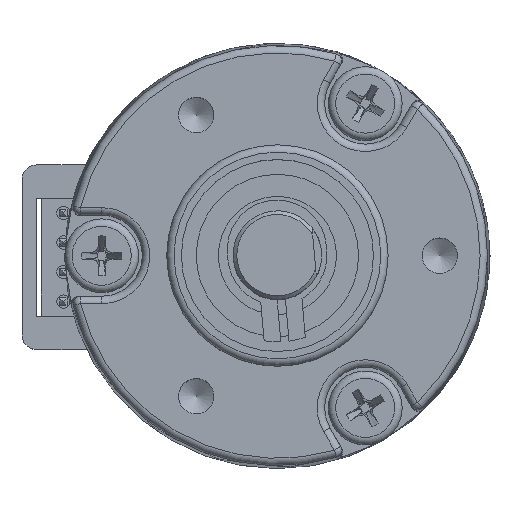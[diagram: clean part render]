
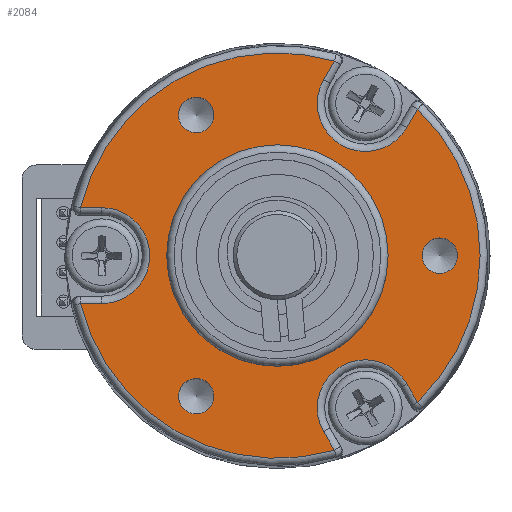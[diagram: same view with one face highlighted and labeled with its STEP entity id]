
A CAD part, top view. The second image highlights one B-rep face of the part: STEP entity #2084.
In plain terms, the highlighted planar face has unit normal (0, 0, 1).
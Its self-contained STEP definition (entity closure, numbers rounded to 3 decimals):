
#1263=FACE_BOUND('',#5991,.T.);
#1264=FACE_BOUND('',#5992,.T.);
#1265=FACE_BOUND('',#5993,.T.);
#1266=FACE_BOUND('',#5994,.T.);
#1267=FACE_BOUND('',#5995,.T.);
#2084=ADVANCED_FACE('',(#1263,#1264,#1265,#1266,#1267),#3505,.T.);
#3505=PLANE('',#28397);
#5991=EDGE_LOOP('',(#10446));
#5992=EDGE_LOOP('',(#10447));
#5993=EDGE_LOOP('',(#10448));
#5994=EDGE_LOOP('',(#10449,#10450,#10451,#10452,#10453,#10454,#10455,#10456,
#10457,#10458,#10459,#10460));
#5995=EDGE_LOOP('',(#10461));
#7277=CIRCLE('',#28387,1.2);
#7278=CIRCLE('',#28388,1.2);
#7279=CIRCLE('',#28389,1.2);
#7280=CIRCLE('',#28390,13.731);
#7281=CIRCLE('',#28391,3.25);
#7282=CIRCLE('',#28392,13.731);
#7283=CIRCLE('',#28393,3.25);
#7284=CIRCLE('',#28394,13.731);
#7285=CIRCLE('',#28395,3.25);
#7286=CIRCLE('',#28396,7.5);
#10446=ORIENTED_EDGE('',*,*,#19336,.T.);
#10447=ORIENTED_EDGE('',*,*,#19337,.T.);
#10448=ORIENTED_EDGE('',*,*,#19338,.T.);
#10449=ORIENTED_EDGE('',*,*,#19339,.T.);
#10450=ORIENTED_EDGE('',*,*,#19340,.T.);
#10451=ORIENTED_EDGE('',*,*,#19341,.T.);
#10452=ORIENTED_EDGE('',*,*,#19342,.T.);
#10453=ORIENTED_EDGE('',*,*,#19343,.T.);
#10454=ORIENTED_EDGE('',*,*,#19344,.T.);
#10455=ORIENTED_EDGE('',*,*,#19345,.T.);
#10456=ORIENTED_EDGE('',*,*,#19346,.T.);
#10457=ORIENTED_EDGE('',*,*,#19347,.T.);
#10458=ORIENTED_EDGE('',*,*,#19348,.T.);
#10459=ORIENTED_EDGE('',*,*,#19349,.T.);
#10460=ORIENTED_EDGE('',*,*,#19350,.T.);
#10461=ORIENTED_EDGE('',*,*,#19351,.F.);
#16333=VERTEX_POINT('',#39844);
#16334=VERTEX_POINT('',#39846);
#16335=VERTEX_POINT('',#39848);
#16336=VERTEX_POINT('',#39850);
#16337=VERTEX_POINT('',#39851);
#16338=VERTEX_POINT('',#39853);
#16339=VERTEX_POINT('',#39855);
#16340=VERTEX_POINT('',#39857);
#16341=VERTEX_POINT('',#39859);
#16342=VERTEX_POINT('',#39861);
#16343=VERTEX_POINT('',#39863);
#16344=VERTEX_POINT('',#39865);
#16345=VERTEX_POINT('',#39867);
#16346=VERTEX_POINT('',#39869);
#16347=VERTEX_POINT('',#39871);
#16348=VERTEX_POINT('',#39874);
#19336=EDGE_CURVE('',#16333,#16333,#7277,.T.);
#19337=EDGE_CURVE('',#16334,#16334,#7278,.T.);
#19338=EDGE_CURVE('',#16335,#16335,#7279,.T.);
#19339=EDGE_CURVE('',#16336,#16337,#7280,.T.);
#19340=EDGE_CURVE('',#16337,#16338,#23017,.T.);
#19341=EDGE_CURVE('',#16338,#16339,#7281,.T.);
#19342=EDGE_CURVE('',#16339,#16340,#23018,.T.);
#19343=EDGE_CURVE('',#16340,#16341,#7282,.T.);
#19344=EDGE_CURVE('',#16341,#16342,#23019,.T.);
#19345=EDGE_CURVE('',#16342,#16343,#7283,.T.);
#19346=EDGE_CURVE('',#16343,#16344,#23020,.T.);
#19347=EDGE_CURVE('',#16344,#16345,#7284,.T.);
#19348=EDGE_CURVE('',#16345,#16346,#23021,.T.);
#19349=EDGE_CURVE('',#16346,#16347,#7285,.T.);
#19350=EDGE_CURVE('',#16347,#16336,#23022,.T.);
#19351=EDGE_CURVE('',#16348,#16348,#7286,.T.);
#23017=LINE('',#39852,#26012);
#23018=LINE('',#39856,#26013);
#23019=LINE('',#39860,#26014);
#23020=LINE('',#39864,#26015);
#23021=LINE('',#39868,#26016);
#23022=LINE('',#39872,#26017);
#26012=VECTOR('',#32246,1.);
#26013=VECTOR('',#32249,1.);
#26014=VECTOR('',#32252,1.);
#26015=VECTOR('',#32255,1.);
#26016=VECTOR('',#32258,1.);
#26017=VECTOR('',#32261,1.);
#28387=AXIS2_PLACEMENT_3D('',#39843,#32238,#32239);
#28388=AXIS2_PLACEMENT_3D('',#39845,#32240,#32241);
#28389=AXIS2_PLACEMENT_3D('',#39847,#32242,#32243);
#28390=AXIS2_PLACEMENT_3D('',#39849,#32244,#32245);
#28391=AXIS2_PLACEMENT_3D('',#39854,#32247,#32248);
#28392=AXIS2_PLACEMENT_3D('',#39858,#32250,#32251);
#28393=AXIS2_PLACEMENT_3D('',#39862,#32253,#32254);
#28394=AXIS2_PLACEMENT_3D('',#39866,#32256,#32257);
#28395=AXIS2_PLACEMENT_3D('',#39870,#32259,#32260);
#28396=AXIS2_PLACEMENT_3D('',#39873,#32262,#32263);
#28397=AXIS2_PLACEMENT_3D('',#39875,#32264,#32265);
#32238=DIRECTION('',(0.,0.,-1.));
#32239=DIRECTION('',(0.5,-0.866,0.));
#32240=DIRECTION('',(0.,0.,-1.));
#32241=DIRECTION('',(-1.,0.,0.));
#32242=DIRECTION('',(0.,0.,-1.));
#32243=DIRECTION('',(0.5,0.866,0.));
#32244=DIRECTION('',(0.,0.,1.));
#32245=DIRECTION('',(-0.5,-0.866,0.));
#32246=DIRECTION('',(-0.5,0.866,0.));
#32247=DIRECTION('',(0.,0.,-1.));
#32248=DIRECTION('',(-0.5,-0.866,0.));
#32249=DIRECTION('',(0.5,-0.866,0.));
#32250=DIRECTION('',(0.,0.,1.));
#32251=DIRECTION('',(-0.5,-0.866,0.));
#32252=DIRECTION('',(-0.5,-0.866,0.));
#32253=DIRECTION('',(0.,0.,-1.));
#32254=DIRECTION('',(-0.5,-0.866,0.));
#32255=DIRECTION('',(0.5,0.866,0.));
#32256=DIRECTION('',(0.,0.,1.));
#32257=DIRECTION('',(-0.5,-0.866,0.));
#32258=DIRECTION('',(1.,0.,0.));
#32259=DIRECTION('',(0.,0.,-1.));
#32260=DIRECTION('',(-0.5,-0.866,0.));
#32261=DIRECTION('',(-1.,0.,0.));
#32262=DIRECTION('',(0.,0.,1.));
#32263=DIRECTION('',(-0.5,-0.866,0.));
#32264=DIRECTION('',(0.,0.,1.));
#32265=DIRECTION('',(-0.5,-0.866,0.));
#39843=CARTESIAN_POINT('',(-5.5,9.526,20.5));
#39844=CARTESIAN_POINT('',(-4.9,8.487,20.5));
#39845=CARTESIAN_POINT('',(11.,0.,20.5));
#39846=CARTESIAN_POINT('',(9.8,0.,20.5));
#39847=CARTESIAN_POINT('',(-5.5,-9.526,20.5));
#39848=CARTESIAN_POINT('',(-4.9,-8.487,20.5));
#39849=CARTESIAN_POINT('',(0.,0.,20.5));
#39850=CARTESIAN_POINT('',(-13.34,-3.25,20.5));
#39851=CARTESIAN_POINT('',(3.856,-13.178,20.5));
#39852=CARTESIAN_POINT('',(3.135,-11.931,20.5));
#39853=CARTESIAN_POINT('',(3.135,-11.931,20.5));
#39854=CARTESIAN_POINT('',(5.95,-10.306,20.5));
#39855=CARTESIAN_POINT('',(8.765,-8.681,20.5));
#39856=CARTESIAN_POINT('',(2.815,1.625,20.5));
#39857=CARTESIAN_POINT('',(9.485,-9.928,20.5));
#39858=CARTESIAN_POINT('',(0.,0.,20.5));
#39859=CARTESIAN_POINT('',(9.485,9.928,20.5));
#39860=CARTESIAN_POINT('',(8.765,8.681,20.5));
#39861=CARTESIAN_POINT('',(8.765,8.681,20.5));
#39862=CARTESIAN_POINT('',(5.95,10.306,20.5));
#39863=CARTESIAN_POINT('',(3.135,11.931,20.5));
#39864=CARTESIAN_POINT('',(-2.815,1.625,20.5));
#39865=CARTESIAN_POINT('',(3.856,13.178,20.5));
#39866=CARTESIAN_POINT('',(0.,0.,20.5));
#39867=CARTESIAN_POINT('',(-13.34,3.25,20.5));
#39868=CARTESIAN_POINT('',(-11.9,3.25,20.5));
#39869=CARTESIAN_POINT('',(-11.9,3.25,20.5));
#39870=CARTESIAN_POINT('',(-11.9,0.,20.5));
#39871=CARTESIAN_POINT('',(-11.9,-3.25,20.5));
#39872=CARTESIAN_POINT('',(0.,-3.25,20.5));
#39873=CARTESIAN_POINT('',(0.,0.,
20.5));
#39874=CARTESIAN_POINT('',(-3.75,-6.495,20.5));
#39875=CARTESIAN_POINT('',(0.,0.,20.5));
